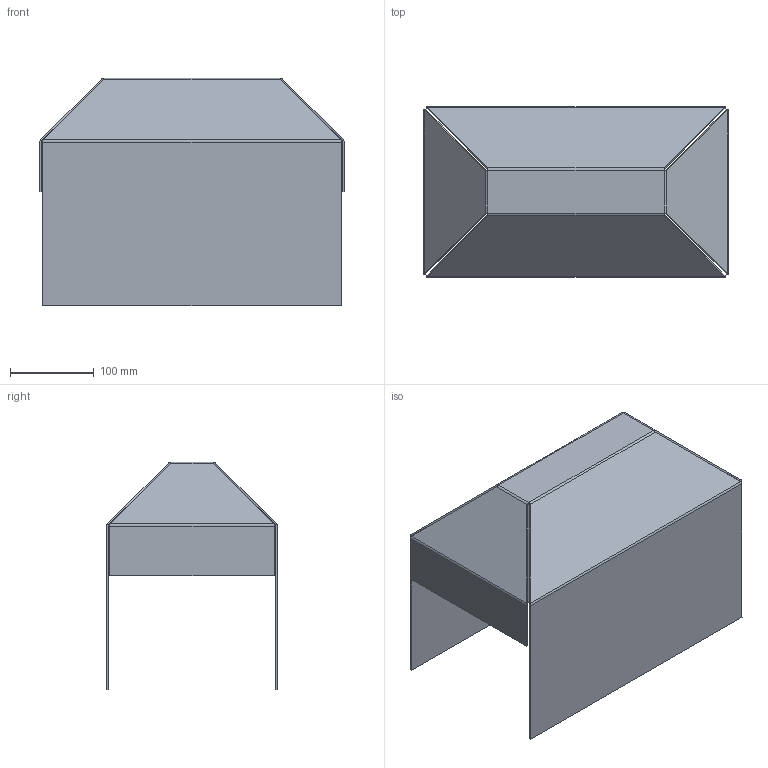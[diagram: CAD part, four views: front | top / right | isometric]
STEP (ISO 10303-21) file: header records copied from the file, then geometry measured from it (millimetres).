
FILE_DESCRIPTION(/* description */ (''),/* implementation_level */ '2;1');
FILE_NAME(/* name */ 'cw1.2_lid.step',/* time_stamp */ '2025-12-26T22:13:59+01:00',/* author */ (''),/* organization */ (''),/* preprocessor_version */ 'ST-DEVELOPER v20.1',/* originating_system */ 'Autodesk Translation Framework v14.21.0.0',/* authorisation */ '');
FILE_SCHEMA (('AUTOMOTIVE_DESIGN { 1 0 10303 214 3 1 1 }'));
Length unit declared in the file: millimetre
Products named in the file (2): cw1.2; Lid
Assembly tree (1 placements, depth 2):
  cw1.2
    Lid
Bounding box: 364 x 204 x 272 mm (x, y, z)
Volume: 522172.6 mm3; surface area: 528513.3 mm2
Topology: 1 solids, 1 shells, 70 faces, 140 edges, 72 vertices
Faces by surface type: plane 46, cylinder 16, bspline 8
Entity records: 1873 total; most frequent: CARTESIAN_POINT 453, ORIENTED_EDGE 280, DIRECTION 270, EDGE_CURVE 140, LINE 108, VECTOR 108, AXIS2_PLACEMENT_3D 81, VERTEX_POINT 72
